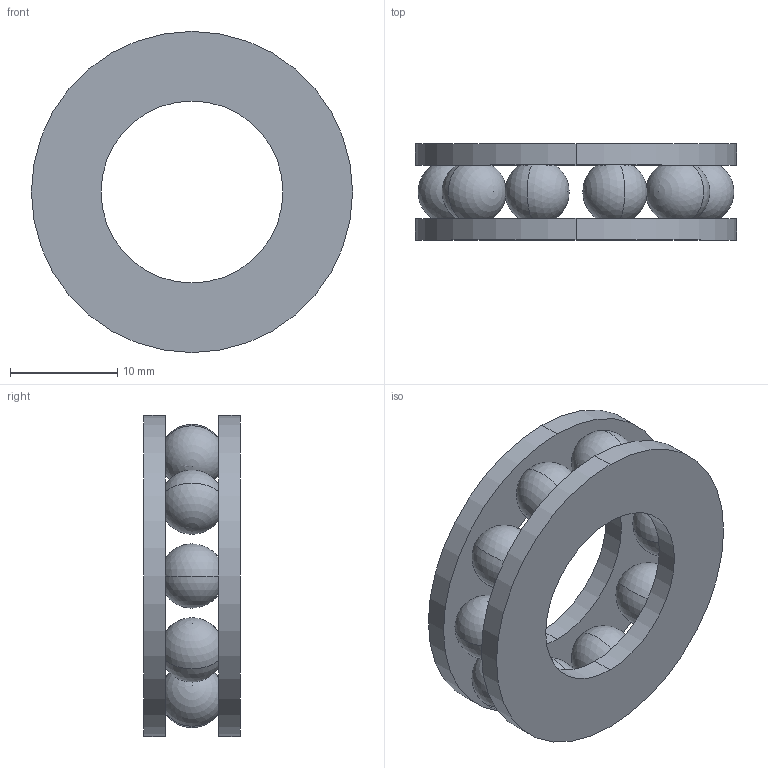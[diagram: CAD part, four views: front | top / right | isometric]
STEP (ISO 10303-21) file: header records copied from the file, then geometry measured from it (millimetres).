
FILE_DESCRIPTION (( 'STEP AP203' ), '1' );
FILE_NAME ('51103zc_默认_sldprt.STEP', '2021-07-28T06:35:04', ( '' ), ( '' ), 'SwSTEP 2.0', 'SolidWorks 2020', '' );
FILE_SCHEMA (( 'CONFIG_CONTROL_DESIGN' ));
Length unit declared in the file: millimetre
Products named in the file (1): 51103zc_默认_sldprt
Bounding box: 30 x 9 x 30 mm (x, y, z)
Volume: 3006 mm3; surface area: 3279.8 mm2
Topology: 1 solids, 1 shells, 32 faces, 164 edges, 116 vertices
Faces by surface type: sphere 20, cylinder 8, plane 4
Entity records: 1365 total; most frequent: DIRECTION 266, CARTESIAN_POINT 213, ORIENTED_EDGE 208, AXIS2_PLACEMENT_3D 129, EDGE_CURVE 104, CIRCLE 96, VERTEX_POINT 76, EDGE_LOOP 56
